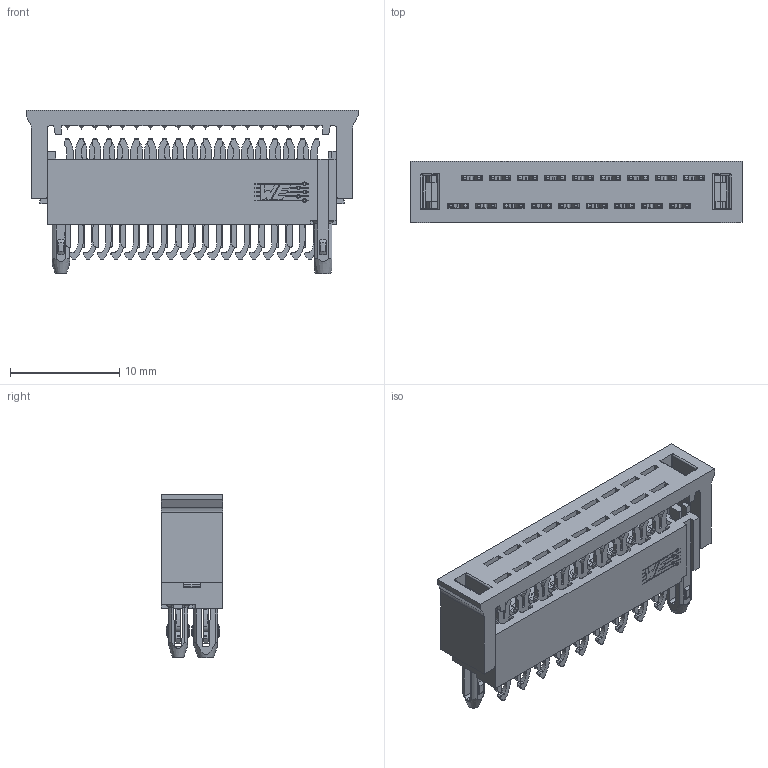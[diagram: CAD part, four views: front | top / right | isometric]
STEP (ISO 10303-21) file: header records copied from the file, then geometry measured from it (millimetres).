
FILE_DESCRIPTION(/* description */ ('Unknown'),/* implementation_level */ '2;1');
FILE_NAME(/* name */ '490107671812',/* time_stamp */ '2019-03-18T15:38:54+01:00',/* author */ ('Unknown'),/* organization */ ('Unknown'),/* preprocessor_version */ 'ST-DEVELOPER v16.7',/* originating_system */ 'DEX',/* authorisation */ $);
FILE_SCHEMA (('AUTOMOTIVE_DESIGN {1 0 10303 214 3 1 1}'));
Products named in the file (4): WST1P2.54_18; CT422_00.4.2.1.1.1; BS697_18; BS698_18
Assembly tree (20 placements, depth 2):
  WST1P2.54_18
    CT422_00.4.2.1.1.1  x18
    BS697_18
    BS698_18
Bounding box: 30.45 x 5.6 x 14.95 mm (x, y, z)
Volume: 1094.4 mm3; surface area: 2992.9 mm2
Topology: 20 solids, 20 shells, 3578 faces, 10279 edges, 6741 vertices
Faces by surface type: plane 2265, cylinder 1263, bspline 32, cone 10, torus 8
Full cylindrical faces by diameter (mm): 0.241 x4
Entity records: 70803 total; most frequent: CARTESIAN_POINT 13303, ORIENTED_EDGE 11668, DIRECTION 10919, EDGE_CURVE 5834, LINE 4603, VECTOR 4603, VERTEX_POINT 3781, AXIS2_PLACEMENT_3D 3158
